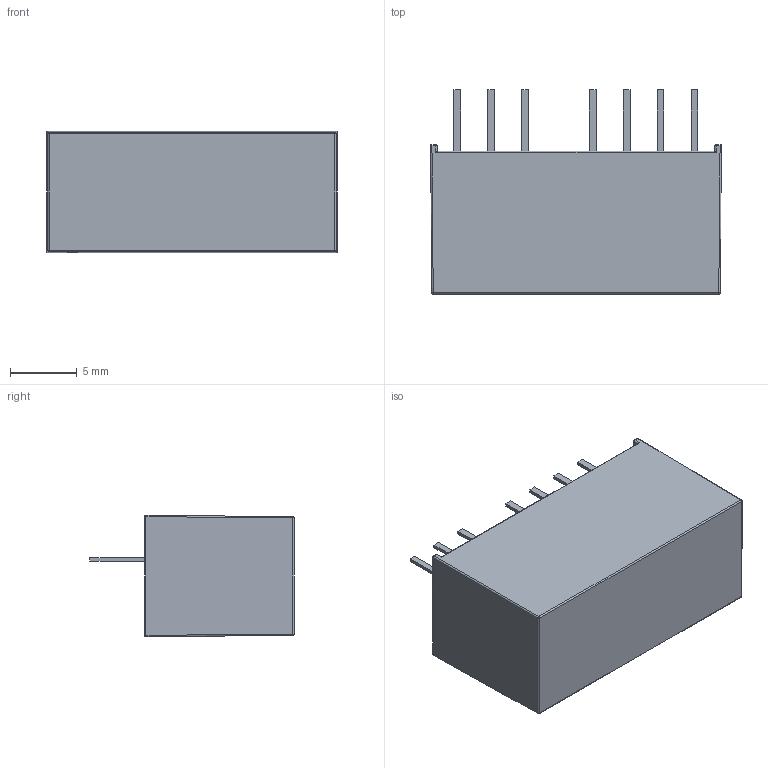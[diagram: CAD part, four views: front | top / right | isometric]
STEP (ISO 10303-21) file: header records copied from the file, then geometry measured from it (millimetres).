
FILE_DESCRIPTION (( 'STEP AP214' ), '1' );
FILE_NAME ('tmr3.stp', '2014-10-03T15:47:54', ( '' ), ( '' ), 'SwSTEP 2.0', 'SolidWorks 2013', '' );
FILE_SCHEMA (( 'AUTOMOTIVE_DESIGN' ));
Length unit declared in the file: millimetre
Products named in the file (1): tmr3
Bounding box: 21.8 x 15.3 x 9.1 mm (x, y, z)
Volume: 2097.2 mm3; surface area: 1106.9 mm2
Topology: 1 solids, 1 shells, 88 faces, 208 edges, 118 vertices
Faces by surface type: plane 46, cylinder 24, sphere 16, torus 2
Entity records: 2503 total; most frequent: CARTESIAN_POINT 427, DIRECTION 422, ORIENTED_EDGE 392, EDGE_CURVE 196, AXIS2_PLACEMENT_3D 145, LINE 132, VECTOR 132, VERTEX_POINT 118
